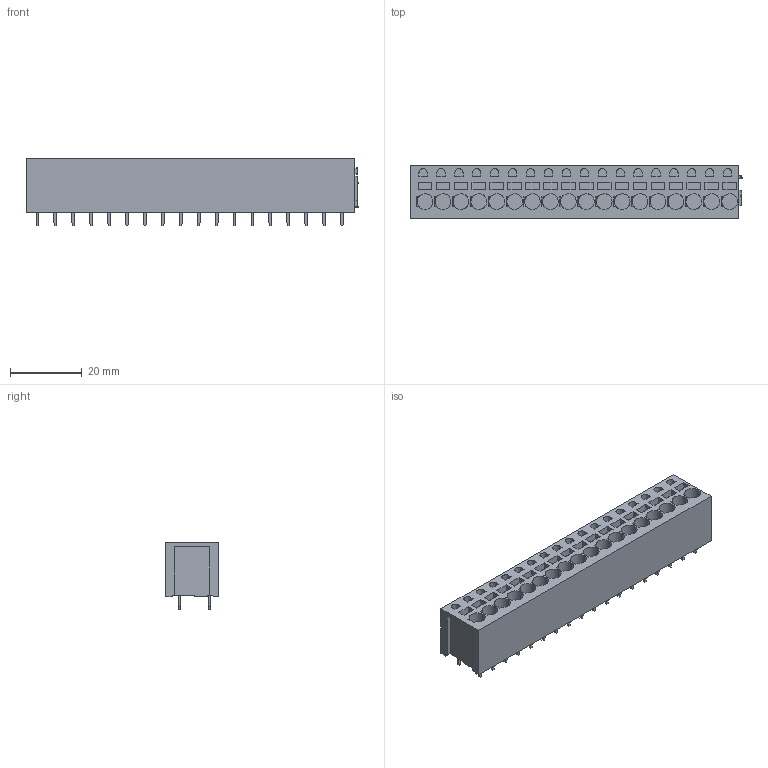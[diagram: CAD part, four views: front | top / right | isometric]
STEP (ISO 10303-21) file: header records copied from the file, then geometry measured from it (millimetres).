
FILE_DESCRIPTION(('CATIA V5 STEP Exchange','CAx-IF Rec.Pracs.--- Model Styling and Organization---1.4--- 2014-01-23'),'2;1');
FILE_NAME ('382391-3_3', '2022-08-11T06:53:15+00:00', ('none'), ('Weidmueller'), 'CATIA Version 5-6 Release 2016 SP3 HF44', 'CATIA V5 STEP AP214', 'none');
FILE_SCHEMA(('AUTOMOTIVE_DESIGN { 1 0 10303 214 1 1 1 1 }'));
Length unit declared in the file: millimetre
Products named in the file (1): 1425720000
Bounding box: 92.65 x 14.8 x 18.7 mm (x, y, z)
Volume: 18095.6 mm3; surface area: 9347.2 mm2
Topology: 37 solids, 37 shells, 682 faces, 1653 edges, 1102 vertices
Faces by surface type: plane 577, cylinder 105
Entity records: 19065 total; most frequent: CARTESIAN_POINT 3459, ORIENTED_EDGE 3306, DIRECTION 2594, EDGE_CURVE 1653, VECTOR 1407, LINE 1407, VERTEX_POINT 1102, EDGE_LOOP 739
